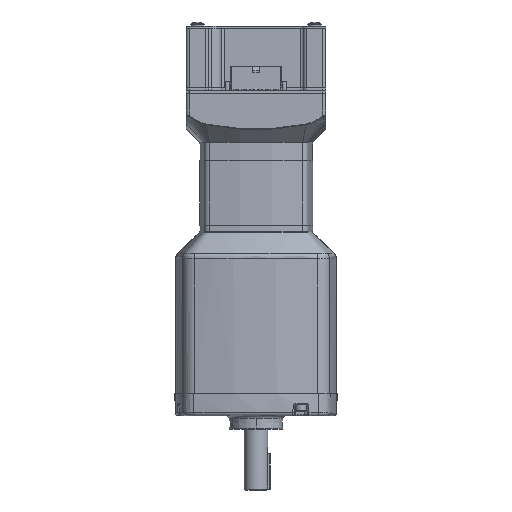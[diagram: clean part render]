
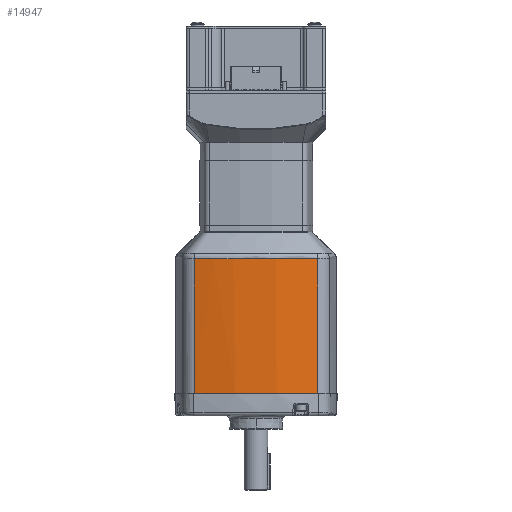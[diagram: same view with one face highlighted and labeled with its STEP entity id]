
A CAD part, front view. The second image highlights one B-rep face of the part: STEP entity #14947.
In plain terms, the highlighted cylindrical face has radius 148.082 mm (diameter 296.164 mm), a partial arc.
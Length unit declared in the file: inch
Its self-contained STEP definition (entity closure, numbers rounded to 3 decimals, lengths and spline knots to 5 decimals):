
#1879 = VERTEX_POINT ( 'NONE', #14583 ) ;
#7574 = CARTESIAN_POINT ( 'NONE',  ( -1.29534, -1.54377, -3.536 ) ) ;
#7596 = CARTESIAN_POINT ( 'NONE',  ( 1.29534, -1.54377, -0.70379 ) ) ;
#7648 = CARTESIAN_POINT ( 'NONE',  ( -1.29534, -1.54377, -0.70379 ) ) ;
#9044 = CYLINDRICAL_SURFACE ( 'NONE', #22308, 5.83 ) ;
#9045 = FACE_OUTER_BOUND ( 'NONE', #28129, .T. ) ;
#9579 = CIRCLE ( 'NONE', #21752, 5.83 ) ;
#10180 = EDGE_CURVE ( 'NONE', #38130, #1879, #32138, .T. ) ;
#10300 = EDGE_CURVE ( 'NONE', #38130, #38182, #17998, .T. ) ;
#10358 = EDGE_CURVE ( 'NONE', #38182, #38108, #32488, .T. ) ;
#14583 = CARTESIAN_POINT ( 'NONE',  ( 1.29534, -1.54377, -3.536 ) ) ;
#14947 = ADVANCED_FACE ( 'NONE', ( #9045 ), #9044, .T. ) ;
#17998 = B_SPLINE_CURVE_WITH_KNOTS ( 'NONE', 3,
 ( #34550, #34568, #35230, #35051, #35097, #34269, #35153, #35090, #35083, #34604, #34576, #33531, #33534, #33549, #33562, #33574, #33581, #33592, #33599, #33623, #33523, #33524, #33631, #33641, #33528, #33530, #33654 ),
 .UNSPECIFIED., .F., .F.,
 ( 4, 2, 1, 1, 2, 1, 2, 2, 2, 2, 2, 2, 1, 1, 2, 4 ),
 ( 0., 0.00052, 0.00104, 0.00208, 0.00416, 0.00831, 0.01247, 0.01663, 0.03325, 0.04988, 0.05819, 0.06235, 0.06443, 0.06547, 0.06599, 0.0665 ),
 .UNSPECIFIED. ) ;
#21752 = AXIS2_PLACEMENT_3D ( 'NONE', #24675, #24676, #24677 ) ;
#22308 = AXIS2_PLACEMENT_3D ( 'NONE', #23813, #23811, #23809 ) ;
#23809 = DIRECTION ( 'NONE',  ( -1., 0., 0. ) ) ;
#23811 = DIRECTION ( 'NONE',  ( 0., 0., -1. ) ) ;
#23813 = CARTESIAN_POINT ( 'NONE',  ( 0., 4.1405, 4.13563 ) ) ;
#23926 = EDGE_CURVE ( 'NONE', #1879, #38108, #9579, .T. ) ;
#24675 = CARTESIAN_POINT ( 'NONE',  ( 0., 4.1405, -3.536 ) ) ;
#24676 = DIRECTION ( 'NONE',  ( 0., 0., -1. ) ) ;
#24677 = DIRECTION ( 'NONE',  ( -1., 0., 0. ) ) ;
#27958 = ORIENTED_EDGE ( 'NONE', *, *, #10358, .T. ) ;
#27984 = ORIENTED_EDGE ( 'NONE', *, *, #10180, .F. ) ;
#28117 = ORIENTED_EDGE ( 'NONE', *, *, #23926, .F. ) ;
#28129 = EDGE_LOOP ( 'NONE', ( #28117, #27984, #28378, #27958 ) ) ;
#28378 = ORIENTED_EDGE ( 'NONE', *, *, #10300, .T. ) ;
#32138 = LINE ( 'NONE', #34039, #32146 ) ;
#32146 = VECTOR ( 'NONE', #34469, 39.37008 ) ;
#32488 = LINE ( 'NONE', #33725, #32492 ) ;
#32492 = VECTOR ( 'NONE', #35232, 39.37008 ) ;
#33523 = CARTESIAN_POINT ( 'NONE',  ( -1.16194, -1.5726, -0.70303 ) ) ;
#33524 = CARTESIAN_POINT ( 'NONE',  ( -1.20203, -1.56435, -0.70309 ) ) ;
#33528 = CARTESIAN_POINT ( 'NONE',  ( -1.28203, -1.5468, -0.70321 ) ) ;
#33530 = CARTESIAN_POINT ( 'NONE',  ( -1.28869, -1.54529, -0.70331 ) ) ;
#33531 = CARTESIAN_POINT ( 'NONE',  ( 0.70423, -1.64707, -0.70255 ) ) ;
#33534 = CARTESIAN_POINT ( 'NONE',  ( 0.4332, -1.67748, -0.70236 ) ) ;
#33549 = CARTESIAN_POINT ( 'NONE',  ( 0.21646, -1.68951, -0.70227 ) ) ;
#33562 = CARTESIAN_POINT ( 'NONE',  ( -0.21689, -1.68949, -0.70227 ) ) ;
#33574 = CARTESIAN_POINT ( 'NONE',  ( -0.43349, -1.67744, -0.70236 ) ) ;
#33581 = CARTESIAN_POINT ( 'NONE',  ( -0.75827, -1.641, -0.70258 ) ) ;
#33592 = CARTESIAN_POINT ( 'NONE',  ( -0.86659, -1.62577, -0.70267 ) ) ;
#33599 = CARTESIAN_POINT ( 'NONE',  ( -1.02799, -1.59841, -0.70285 ) ) ;
#33623 = CARTESIAN_POINT ( 'NONE',  ( -1.08165, -1.58854, -0.70292 ) ) ;
#33631 = CARTESIAN_POINT ( 'NONE',  ( -1.24872, -1.55423, -0.70316 ) ) ;
#33641 = CARTESIAN_POINT ( 'NONE',  ( -1.26871, -1.54978, -0.70319 ) ) ;
#33654 = CARTESIAN_POINT ( 'NONE',  ( -1.29534, -1.54377, -0.70379 ) ) ;
#33725 = CARTESIAN_POINT ( 'NONE',  ( -1.29534, -1.54377, 4.13563 ) ) ;
#34039 = CARTESIAN_POINT ( 'NONE',  ( 1.29534, -1.54377, 4.13563 ) ) ;
#34269 = CARTESIAN_POINT ( 'NONE',  ( 1.20204, -1.56435, -0.70309 ) ) ;
#34469 = DIRECTION ( 'NONE',  ( 0., 0., -1. ) ) ;
#34550 = CARTESIAN_POINT ( 'NONE',  ( 1.29534, -1.54377, -0.70379 ) ) ;
#34568 = CARTESIAN_POINT ( 'NONE',  ( 1.28869, -1.54529, -0.70331 ) ) ;
#34576 = CARTESIAN_POINT ( 'NONE',  ( 0.75845, -1.64021, -0.70258 ) ) ;
#34604 = CARTESIAN_POINT ( 'NONE',  ( 0.86655, -1.625, -0.70268 ) ) ;
#35051 = CARTESIAN_POINT ( 'NONE',  ( 1.26871, -1.54978, -0.70319 ) ) ;
#35083 = CARTESIAN_POINT ( 'NONE',  ( 0.97437, -1.60828, -0.70278 ) ) ;
#35090 = CARTESIAN_POINT ( 'NONE',  ( 1.08167, -1.58854, -0.70292 ) ) ;
#35097 = CARTESIAN_POINT ( 'NONE',  ( 1.24872, -1.55423, -0.70316 ) ) ;
#35153 = CARTESIAN_POINT ( 'NONE',  ( 1.16195, -1.5726, -0.70303 ) ) ;
#35230 = CARTESIAN_POINT ( 'NONE',  ( 1.28203, -1.5468, -0.70321 ) ) ;
#35232 = DIRECTION ( 'NONE',  ( 0., 0., -1. ) ) ;
#38108 = VERTEX_POINT ( 'NONE', #7574 ) ;
#38130 = VERTEX_POINT ( 'NONE', #7596 ) ;
#38182 = VERTEX_POINT ( 'NONE', #7648 ) ;
